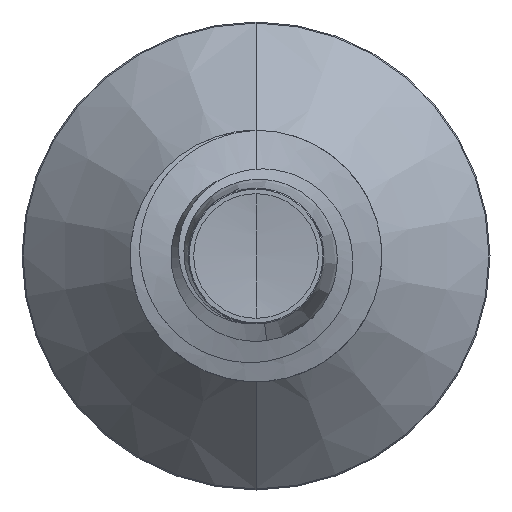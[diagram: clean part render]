
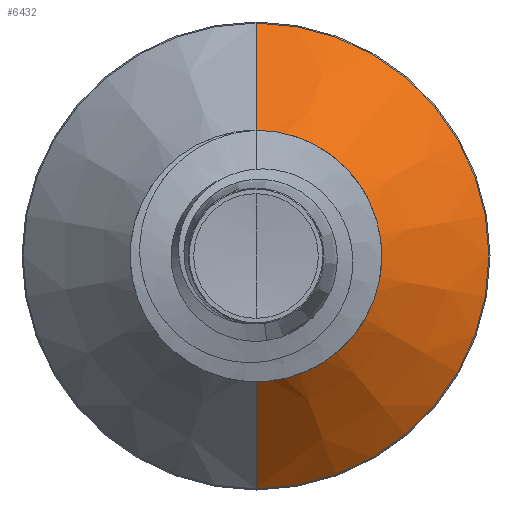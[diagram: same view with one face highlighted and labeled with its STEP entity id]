
A CAD part, front view. The second image highlights one B-rep face of the part: STEP entity #6432.
In plain terms, the highlighted conical face has half-angle 45 degrees and reference radius 2.301 mm.
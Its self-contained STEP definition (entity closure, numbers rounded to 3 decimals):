
#225 = DIRECTION ( 'NONE',  ( 0., 0.707, 0.707 ) ) ;
#269 = CIRCLE ( 'NONE', #3130, 2.301 ) ;
#349 = CARTESIAN_POINT ( 'NONE',  ( 0., 5.901, 2.301 ) ) ;
#945 = CARTESIAN_POINT ( 'NONE',  ( 0., 5.901, -2.301 ) ) ;
#1257 = AXIS2_PLACEMENT_3D ( 'NONE', #3325, #3293, #3354 ) ;
#1307 = VECTOR ( 'NONE', #7764, 1000. ) ;
#1636 = CARTESIAN_POINT ( 'NONE',  ( 0., 5.901, 2.301 ) ) ;
#2353 = ORIENTED_EDGE ( 'NONE', *, *, #11679, .F. ) ;
#2857 = DIRECTION ( 'NONE',  ( 0., 0., 1. ) ) ;
#2938 = DIRECTION ( 'NONE',  ( 0., 1., 0. ) ) ;
#2944 = CARTESIAN_POINT ( 'NONE',  ( 0., 8.228, 0. ) ) ;
#3130 = AXIS2_PLACEMENT_3D ( 'NONE', #9713, #9696, #9694 ) ;
#3234 = LINE ( 'NONE', #349, #12684 ) ;
#3293 = DIRECTION ( 'NONE',  ( 0., 1., 0. ) ) ;
#3325 = CARTESIAN_POINT ( 'NONE',  ( 0., 5.901, 0. ) ) ;
#3354 = DIRECTION ( 'NONE',  ( 0., 0., 1. ) ) ;
#3551 = CARTESIAN_POINT ( 'NONE',  ( 0., 8.228, 4.628 ) ) ;
#4079 = FACE_OUTER_BOUND ( 'NONE', #8554, .T. ) ;
#6432 = ADVANCED_FACE ( 'NONE', ( #4079 ), #9354, .T. ) ;
#7378 = VERTEX_POINT ( 'NONE', #9241 ) ;
#7764 = DIRECTION ( 'NONE',  ( 0., 0.707, -0.707 ) ) ;
#7813 = CARTESIAN_POINT ( 'NONE',  ( 0., 5.901, -2.301 ) ) ;
#8185 = LINE ( 'NONE', #7813, #1307 ) ;
#8298 = VERTEX_POINT ( 'NONE', #3551 ) ;
#8554 = EDGE_LOOP ( 'NONE', ( #10956, #11001, #11209, #2353 ) ) ;
#8652 = CIRCLE ( 'NONE', #12394, 4.628 ) ;
#9241 = CARTESIAN_POINT ( 'NONE',  ( 0., 8.228, -4.628 ) ) ;
#9263 = VERTEX_POINT ( 'NONE', #1636 ) ;
#9354 = CONICAL_SURFACE ( 'NONE', #1257, 2.301, 0.785 ) ;
#9694 = DIRECTION ( 'NONE',  ( 0., 0., 1. ) ) ;
#9696 = DIRECTION ( 'NONE',  ( 0., 1., 0. ) ) ;
#9713 = CARTESIAN_POINT ( 'NONE',  ( 0., 5.901, 0. ) ) ;
#9980 = VERTEX_POINT ( 'NONE', #945 ) ;
#10956 = ORIENTED_EDGE ( 'NONE', *, *, #11847, .T. ) ;
#11001 = ORIENTED_EDGE ( 'NONE', *, *, #11280, .T. ) ;
#11209 = ORIENTED_EDGE ( 'NONE', *, *, #11527, .F. ) ;
#11280 = EDGE_CURVE ( 'NONE', #9980, #7378, #8185, .T. ) ;
#11527 = EDGE_CURVE ( 'NONE', #8298, #7378, #8652, .T. ) ;
#11679 = EDGE_CURVE ( 'NONE', #9263, #8298, #3234, .T. ) ;
#11847 = EDGE_CURVE ( 'NONE', #9263, #9980, #269, .T. ) ;
#12394 = AXIS2_PLACEMENT_3D ( 'NONE', #2944, #2938, #2857 ) ;
#12684 = VECTOR ( 'NONE', #225, 1000. ) ;
